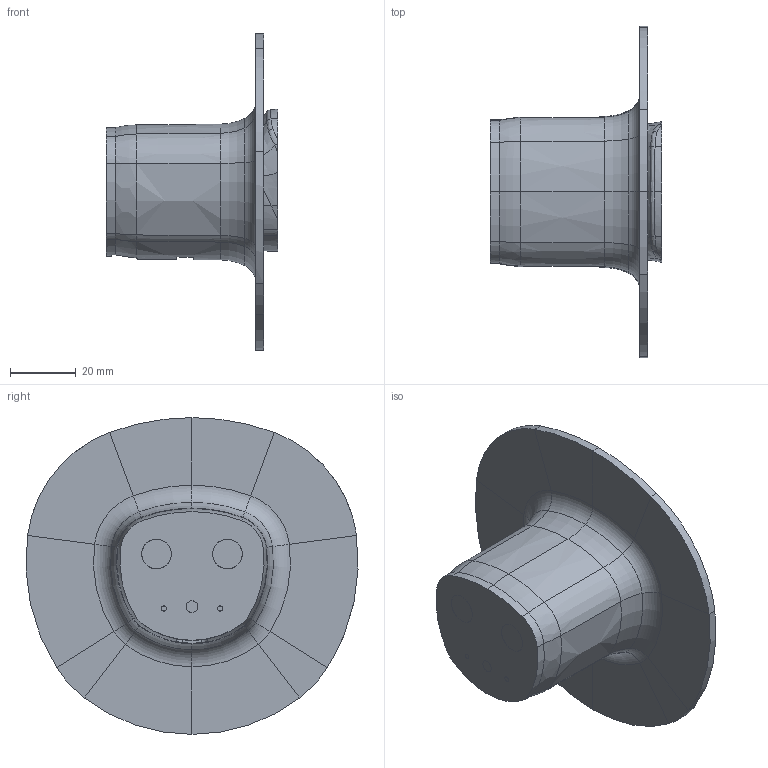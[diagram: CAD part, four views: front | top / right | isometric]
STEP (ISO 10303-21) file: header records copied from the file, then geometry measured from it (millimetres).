
FILE_DESCRIPTION(('CATIA V5 STEP Exchange','CAx-IF Rec.Pracs.--- Model Styling and Organization---1.4--- 2014-01-23','CAx-IF Rec.Pracs.---3D Tessellated Data Validation Properties---0.5---2014-09-14'),'2;1');
FILE_NAME('TS-0011139.stp','2022-08-10T23:48:35+00:00',('none'),('none'),'CATIA Version 5-6 Release 2018 SP5','CATIA V5 STEP AP242','none');
FILE_SCHEMA(('AP242_MANAGED_MODEL_BASED_3D_ENGINEERING_MIM_LF {1 0 10303 442 1 1 4}'));
Products named in the file (3): TS-0011139; TS-0011139_INLET; TS-0011139_CONNECTOR
Assembly tree (2 placements, depth 2):
  TS-0011139
    TS-0011139_INLET
    TS-0011139_CONNECTOR
Bounding box: 52.12 x 100.68 x 96.05 mm (x, y, z)
Volume: 85342.4 mm3; surface area: 60994.8 mm2
Topology: 9 solids, 14 shells, 2636 faces, 7574 edges, 4833 vertices
Faces by surface type: bspline 871, cylinder 809, plane 421, torus 295, cone 205, revolution 18, sphere 17
Entity records: 118372 total; most frequent: CARTESIAN_POINT 63089, ORIENTED_EDGE 15040, EDGE_CURVE 7520, DIRECTION 5842, VERTEX_POINT 4833, B_SPLINE_CURVE_WITH_KNOTS 4196, AXIS2_PLACEMENT_3D 3136, EDGE_LOOP 2715
